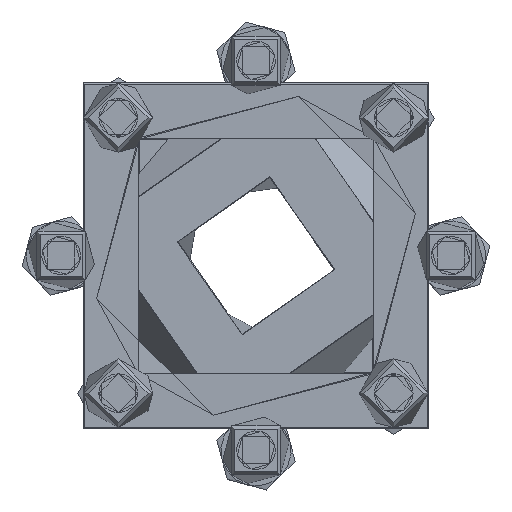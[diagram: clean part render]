
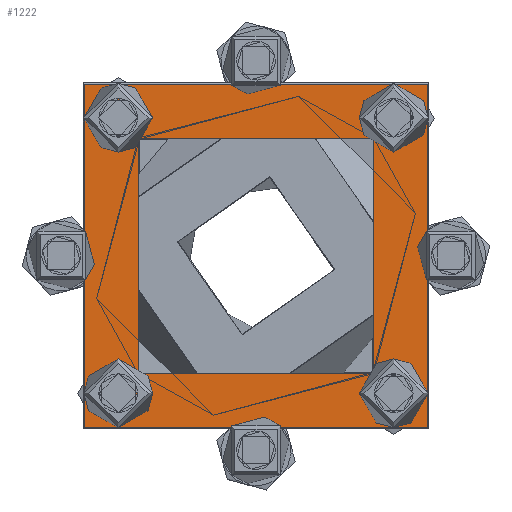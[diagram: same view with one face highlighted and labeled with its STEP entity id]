
A CAD part, top view. The second image highlights one B-rep face of the part: STEP entity #1222.
In plain terms, the highlighted face is planar.
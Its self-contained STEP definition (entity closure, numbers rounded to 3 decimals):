
#1222 = ADVANCED_FACE('',(#1223,#1234,#1245,#1256,#1267,#1278,#1289,
    #1300,#1311,#1322),#1333,.F.);
#1223 = FACE_BOUND('',#1224,.T.);
#1224 = EDGE_LOOP('',(#1225));
#1225 = ORIENTED_EDGE('',*,*,#1226,.T.);
#1226 = EDGE_CURVE('',#1227,#1227,#1229,.T.);
#1227 = VERTEX_POINT('',#1228);
#1228 = CARTESIAN_POINT('',(-111.,0.,0.));
#1229 = CIRCLE('',#1230,16.5);
#1230 = AXIS2_PLACEMENT_3D('',#1231,#1232,#1233);
#1231 = CARTESIAN_POINT('',(-127.5,0.,0.));
#1232 = DIRECTION('',(0.,0.,1.));
#1233 = DIRECTION('',(1.,0.,-0.));
#1234 = FACE_BOUND('',#1235,.T.);
#1235 = EDGE_LOOP('',(#1236));
#1236 = ORIENTED_EDGE('',*,*,#1237,.T.);
#1237 = EDGE_CURVE('',#1238,#1238,#1240,.T.);
#1238 = VERTEX_POINT('',#1239);
#1239 = CARTESIAN_POINT('',(-73.656,90.156,0.));
#1240 = CIRCLE('',#1241,16.5);
#1241 = AXIS2_PLACEMENT_3D('',#1242,#1243,#1244);
#1242 = CARTESIAN_POINT('',(-90.156,90.156,0.));
#1243 = DIRECTION('',(0.,0.,1.));
#1244 = DIRECTION('',(1.,0.,-0.));
#1245 = FACE_BOUND('',#1246,.T.);
#1246 = EDGE_LOOP('',(#1247));
#1247 = ORIENTED_EDGE('',*,*,#1248,.T.);
#1248 = EDGE_CURVE('',#1249,#1249,#1251,.T.);
#1249 = VERTEX_POINT('',#1250);
#1250 = CARTESIAN_POINT('',(16.5,127.5,0.));
#1251 = CIRCLE('',#1252,16.5);
#1252 = AXIS2_PLACEMENT_3D('',#1253,#1254,#1255);
#1253 = CARTESIAN_POINT('',(0.,127.5,0.));
#1254 = DIRECTION('',(0.,0.,1.));
#1255 = DIRECTION('',(1.,0.,-0.));
#1256 = FACE_BOUND('',#1257,.T.);
#1257 = EDGE_LOOP('',(#1258));
#1258 = ORIENTED_EDGE('',*,*,#1259,.T.);
#1259 = EDGE_CURVE('',#1260,#1260,#1262,.T.);
#1260 = VERTEX_POINT('',#1261);
#1261 = CARTESIAN_POINT('',(106.656,90.156,0.));
#1262 = CIRCLE('',#1263,16.5);
#1263 = AXIS2_PLACEMENT_3D('',#1264,#1265,#1266);
#1264 = CARTESIAN_POINT('',(90.156,90.156,0.));
#1265 = DIRECTION('',(0.,0.,1.));
#1266 = DIRECTION('',(1.,0.,-0.));
#1267 = FACE_BOUND('',#1268,.T.);
#1268 = EDGE_LOOP('',(#1269));
#1269 = ORIENTED_EDGE('',*,*,#1270,.T.);
#1270 = EDGE_CURVE('',#1271,#1271,#1273,.T.);
#1271 = VERTEX_POINT('',#1272);
#1272 = CARTESIAN_POINT('',(144.,0.,0.));
#1273 = CIRCLE('',#1274,16.5);
#1274 = AXIS2_PLACEMENT_3D('',#1275,#1276,#1277);
#1275 = CARTESIAN_POINT('',(127.5,0.,0.));
#1276 = DIRECTION('',(0.,0.,1.));
#1277 = DIRECTION('',(1.,0.,-0.));
#1278 = FACE_BOUND('',#1279,.T.);
#1279 = EDGE_LOOP('',(#1280));
#1280 = ORIENTED_EDGE('',*,*,#1281,.T.);
#1281 = EDGE_CURVE('',#1282,#1282,#1284,.T.);
#1282 = VERTEX_POINT('',#1283);
#1283 = CARTESIAN_POINT('',(106.656,-90.156,0.));
#1284 = CIRCLE('',#1285,16.5);
#1285 = AXIS2_PLACEMENT_3D('',#1286,#1287,#1288);
#1286 = CARTESIAN_POINT('',(90.156,-90.156,0.));
#1287 = DIRECTION('',(0.,0.,1.));
#1288 = DIRECTION('',(1.,0.,-0.));
#1289 = FACE_BOUND('',#1290,.T.);
#1290 = EDGE_LOOP('',(#1291));
#1291 = ORIENTED_EDGE('',*,*,#1292,.T.);
#1292 = EDGE_CURVE('',#1293,#1293,#1295,.T.);
#1293 = VERTEX_POINT('',#1294);
#1294 = CARTESIAN_POINT('',(16.5,-127.5,0.));
#1295 = CIRCLE('',#1296,16.5);
#1296 = AXIS2_PLACEMENT_3D('',#1297,#1298,#1299);
#1297 = CARTESIAN_POINT('',(0.,-127.5,0.));
#1298 = DIRECTION('',(0.,0.,1.));
#1299 = DIRECTION('',(1.,0.,-0.));
#1300 = FACE_BOUND('',#1301,.T.);
#1301 = EDGE_LOOP('',(#1302));
#1302 = ORIENTED_EDGE('',*,*,#1303,.T.);
#1303 = EDGE_CURVE('',#1304,#1304,#1306,.T.);
#1304 = VERTEX_POINT('',#1305);
#1305 = CARTESIAN_POINT('',(-73.656,-90.156,0.));
#1306 = CIRCLE('',#1307,16.5);
#1307 = AXIS2_PLACEMENT_3D('',#1308,#1309,#1310);
#1308 = CARTESIAN_POINT('',(-90.156,-90.156,0.));
#1309 = DIRECTION('',(0.,0.,1.));
#1310 = DIRECTION('',(1.,0.,-0.));
#1311 = FACE_BOUND('',#1312,.T.);
#1312 = EDGE_LOOP('',(#1313));
#1313 = ORIENTED_EDGE('',*,*,#1314,.T.);
#1314 = EDGE_CURVE('',#1315,#1315,#1317,.T.);
#1315 = VERTEX_POINT('',#1316);
#1316 = CARTESIAN_POINT('',(159.,0.,0.));
#1317 = CIRCLE('',#1318,159.);
#1318 = AXIS2_PLACEMENT_3D('',#1319,#1320,#1321);
#1319 = CARTESIAN_POINT('',(0.,0.,0.));
#1320 = DIRECTION('',(0.,0.,-1.));
#1321 = DIRECTION('',(1.,0.,0.));
#1322 = FACE_BOUND('',#1323,.T.);
#1323 = EDGE_LOOP('',(#1324));
#1324 = ORIENTED_EDGE('',*,*,#1325,.T.);
#1325 = EDGE_CURVE('',#1326,#1326,#1328,.T.);
#1326 = VERTEX_POINT('',#1327);
#1327 = CARTESIAN_POINT('',(109.,0.,0.));
#1328 = CIRCLE('',#1329,109.);
#1329 = AXIS2_PLACEMENT_3D('',#1330,#1331,#1332);
#1330 = CARTESIAN_POINT('',(0.,0.,0.));
#1331 = DIRECTION('',(0.,0.,1.));
#1332 = DIRECTION('',(1.,0.,-0.));
#1333 = PLANE('',#1334);
#1334 = AXIS2_PLACEMENT_3D('',#1335,#1336,#1337);
#1335 = CARTESIAN_POINT('',(0.,0.,0.));
#1336 = DIRECTION('',(0.,0.,1.));
#1337 = DIRECTION('',(1.,0.,-0.));
